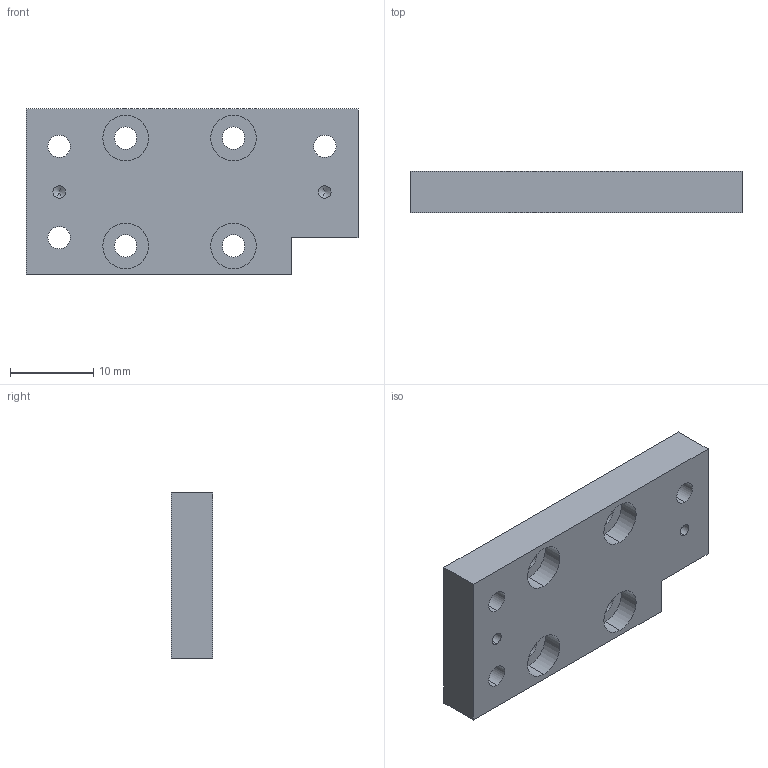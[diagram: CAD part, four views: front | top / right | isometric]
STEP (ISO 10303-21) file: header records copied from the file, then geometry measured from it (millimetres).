
FILE_DESCRIPTION (( 'STEP AP203' ), '1' );
FILE_NAME ('430104-B Adapter Plate XY Side VT-21.STEP', '2009-10-15T20:31:57', ( '' ), ( '' ), 'SwSTEP 2.0', 'SolidWorks 2008', '' );
FILE_SCHEMA (( 'CONFIG_CONTROL_DESIGN' ));
Length unit declared in the file: millimetre
Products named in the file (1): 430104-B Adapter Plate XY Side VT-21
Bounding box: 40 x 5 x 20 mm (x, y, z)
Volume: 3278.2 mm3; surface area: 2565.8 mm2
Topology: 1 solids, 1 shells, 59 faces, 142 edges, 88 vertices
Faces by surface type: cylinder 36, plane 15, cone 8
Entity records: 1793 total; most frequent: DIRECTION 326, CARTESIAN_POINT 282, ORIENTED_EDGE 268, EDGE_CURVE 134, AXIS2_PLACEMENT_3D 132, VERTEX_POINT 88, EDGE_LOOP 84, CIRCLE 72
